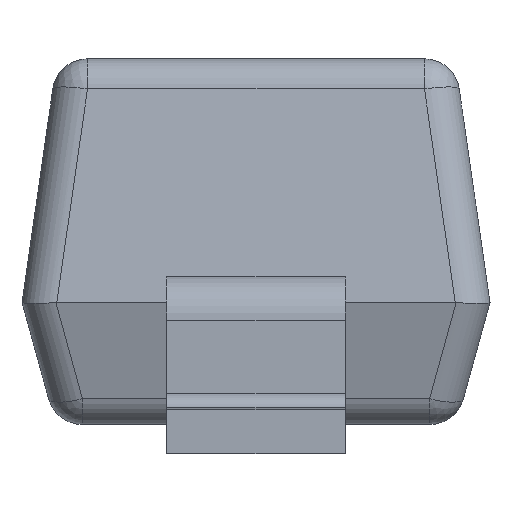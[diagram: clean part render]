
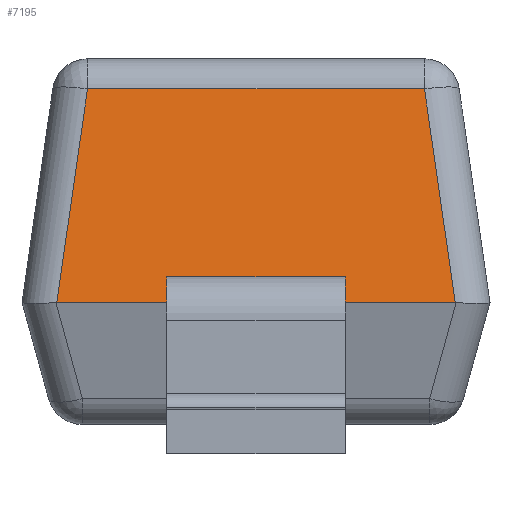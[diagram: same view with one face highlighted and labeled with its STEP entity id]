
A CAD part, left-side view. The second image highlights one B-rep face of the part: STEP entity #7195.
In plain terms, the highlighted planar face has unit normal (-0.99, 0, 0.142).
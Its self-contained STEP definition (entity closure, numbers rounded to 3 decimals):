
#699=PLANE('',#7674);
#907=LINE('',#9226,#1555);
#910=LINE('',#9232,#1558);
#917=LINE('',#9257,#1565);
#929=LINE('',#9282,#1577);
#1555=VECTOR('',#8000,1.152);
#1558=VECTOR('',#8005,0.745);
#1565=VECTOR('',#8036,0.745);
#1577=VECTOR('',#8068,1.362);
#2245=FACE_OUTER_BOUND('',#2665,.T.);
#2665=EDGE_LOOP('',(#5061,#5062,#5063,#5064));
#3136=VERTEX_POINT('',#9187);
#3149=VERTEX_POINT('',#9222);
#3151=VERTEX_POINT('',#9231);
#3157=VERTEX_POINT('',#9256);
#3887=EDGE_CURVE('',#3136,#3149,#907,.T.);
#3890=EDGE_CURVE('',#3149,#3151,#910,.T.);
#3904=EDGE_CURVE('',#3157,#3136,#917,.T.);
#3919=EDGE_CURVE('',#3157,#3151,#929,.T.);
#5061=ORIENTED_EDGE('',*,*,#3890,.F.);
#5062=ORIENTED_EDGE('',*,*,#3887,.F.);
#5063=ORIENTED_EDGE('',*,*,#3904,.F.);
#5064=ORIENTED_EDGE('',*,*,#3919,.T.);
#7195=ADVANCED_FACE('',(#2245),#699,.T.);
#7674=AXIS2_PLACEMENT_3D('',#9281,#8066,#8067);
#8000=DIRECTION('',(0.,-1.,0.));
#8005=DIRECTION('',(-0.141,-0.141,-0.98));
#8036=DIRECTION('',(0.141,-0.141,0.98));
#8066=DIRECTION('center_axis',(-0.99,0.,0.143));
#8067=DIRECTION('ref_axis',(0.143,0.,0.99));
#8068=DIRECTION('',(0.,-1.,0.));
#9187=CARTESIAN_POINT('',(-1.24,0.576,1.147));
#9222=CARTESIAN_POINT('',(-1.24,-0.576,1.147));
#9226=CARTESIAN_POINT('',(-1.24,0.2,1.147));
#9231=CARTESIAN_POINT('',(-1.345,-0.681,0.417));
#9232=CARTESIAN_POINT('',(-1.27,-0.606,0.938));
#9256=CARTESIAN_POINT('',(-1.345,0.681,0.417));
#9257=CARTESIAN_POINT('',(-1.264,0.601,0.976));
#9281=CARTESIAN_POINT('Origin',(-1.285,0.4,0.833));
#9282=CARTESIAN_POINT('',(-1.345,0.4,0.417));
